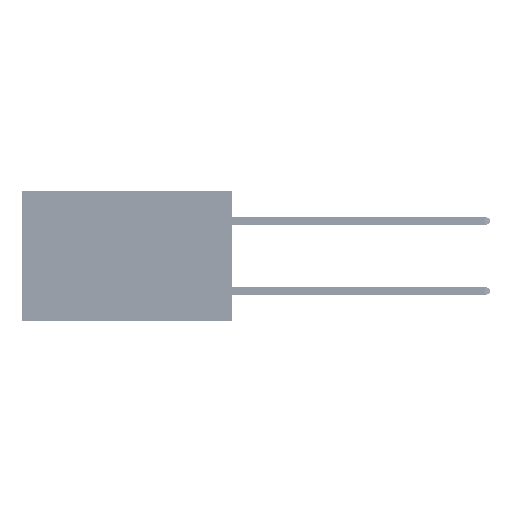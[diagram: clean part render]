
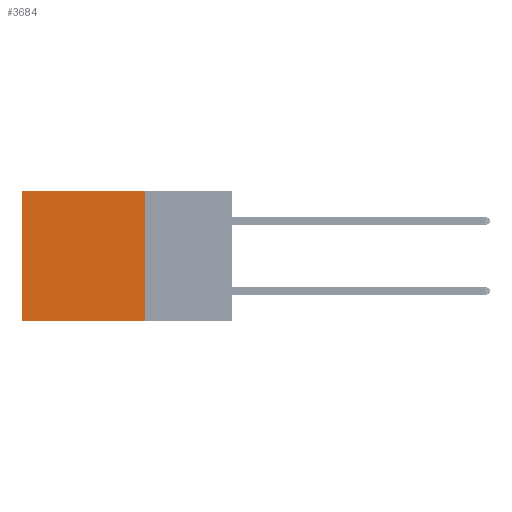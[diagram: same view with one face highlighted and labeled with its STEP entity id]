
A CAD part, left-side view. The second image highlights one B-rep face of the part: STEP entity #3684.
In plain terms, the highlighted planar face has unit normal (-1, 0, 0).
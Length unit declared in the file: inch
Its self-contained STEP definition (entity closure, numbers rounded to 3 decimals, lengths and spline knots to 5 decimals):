
#1402 = FACE_OUTER_BOUND ( 'NONE', #35299, .T. ) ;
#1831 = DIRECTION ( 'NONE',  ( 0., 0., -1. ) ) ;
#2480 = DIRECTION ( 'NONE',  ( 0., 0., -1. ) ) ;
#3533 = ORIENTED_EDGE ( 'NONE', *, *, #22564, .T. ) ;
#3684 = ADVANCED_FACE ( 'NONE', ( #1402 ), #49565, .F. ) ;
#4824 = VECTOR ( 'NONE', #10575, 39.37008 ) ;
#5055 = CARTESIAN_POINT ( 'NONE',  ( 0.2875, 0.25, -0.37 ) ) ;
#6687 = VERTEX_POINT ( 'NONE', #38795 ) ;
#6795 = LINE ( 'NONE', #12215, #35199 ) ;
#8000 = VERTEX_POINT ( 'NONE', #27440 ) ;
#10575 = DIRECTION ( 'NONE',  ( 0., 0., -1. ) ) ;
#11773 = VERTEX_POINT ( 'NONE', #20821 ) ;
#12215 = CARTESIAN_POINT ( 'NONE',  ( 0.2875, 0.25, -0.37 ) ) ;
#13654 = CARTESIAN_POINT ( 'NONE',  ( 0.2875, 0.25, 0. ) ) ;
#13657 = CARTESIAN_POINT ( 'NONE',  ( 0.2875, 0.25, 0. ) ) ;
#15181 = LINE ( 'NONE', #13657, #38048 ) ;
#15484 = AXIS2_PLACEMENT_3D ( 'NONE', #34361, #30359, #2480 ) ;
#15662 = EDGE_CURVE ( 'NONE', #8000, #11773, #15181, .T. ) ;
#18210 = EDGE_CURVE ( 'NONE', #8000, #27214, #45843, .T. ) ;
#18968 = EDGE_CURVE ( 'NONE', #27214, #6687, #6795, .T. ) ;
#20821 = CARTESIAN_POINT ( 'NONE',  ( 0.2875, 0.6, 0. ) ) ;
#21018 = DIRECTION ( 'NONE',  ( 0., 1., 0. ) ) ;
#22564 = EDGE_CURVE ( 'NONE', #11773, #6687, #32598, .T. ) ;
#23594 = ORIENTED_EDGE ( 'NONE', *, *, #18968, .F. ) ;
#25420 = ORIENTED_EDGE ( 'NONE', *, *, #15662, .T. ) ;
#27214 = VERTEX_POINT ( 'NONE', #5055 ) ;
#27440 = CARTESIAN_POINT ( 'NONE',  ( 0.2875, 0.25, 0. ) ) ;
#30359 = DIRECTION ( 'NONE',  ( 1., 0., 0. ) ) ;
#31000 = VECTOR ( 'NONE', #1831, 39.37008 ) ;
#32598 = LINE ( 'NONE', #37852, #4824 ) ;
#34361 = CARTESIAN_POINT ( 'NONE',  ( 0.2875, 0.25, 0. ) ) ;
#35199 = VECTOR ( 'NONE', #36042, 39.37008 ) ;
#35299 = EDGE_LOOP ( 'NONE', ( #3533, #23594, #39610, #25420 ) ) ;
#36042 = DIRECTION ( 'NONE',  ( 0., 1., 0. ) ) ;
#37852 = CARTESIAN_POINT ( 'NONE',  ( 0.2875, 0.6, 0. ) ) ;
#38048 = VECTOR ( 'NONE', #21018, 39.37008 ) ;
#38795 = CARTESIAN_POINT ( 'NONE',  ( 0.2875, 0.6, -0.37 ) ) ;
#39610 = ORIENTED_EDGE ( 'NONE', *, *, #18210, .F. ) ;
#45843 = LINE ( 'NONE', #13654, #31000 ) ;
#49565 = PLANE ( 'NONE',  #15484 ) ;
